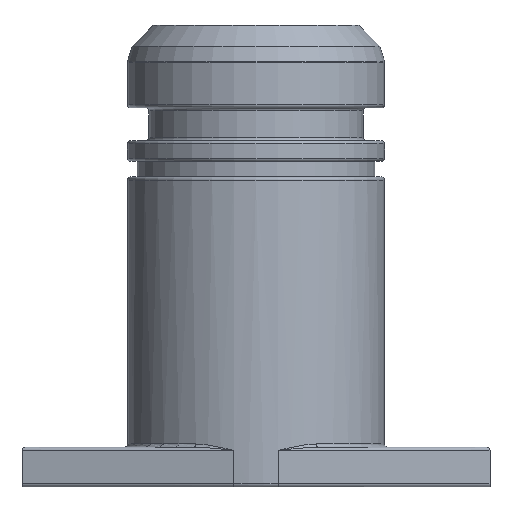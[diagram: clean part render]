
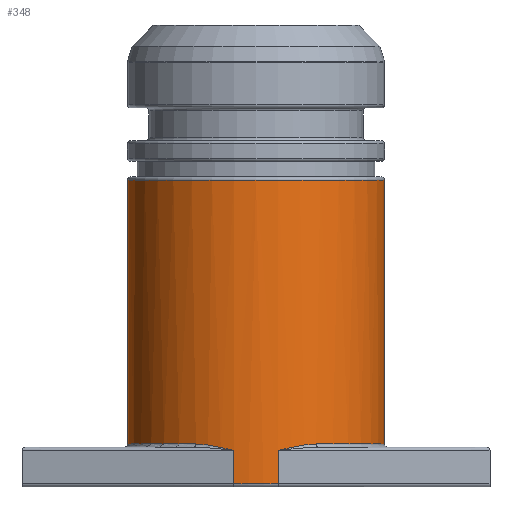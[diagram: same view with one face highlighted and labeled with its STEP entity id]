
A CAD part, front view. The second image highlights one B-rep face of the part: STEP entity #348.
In plain terms, the highlighted cylindrical face has radius 30.956 mm (diameter 61.912 mm), a partial arc.
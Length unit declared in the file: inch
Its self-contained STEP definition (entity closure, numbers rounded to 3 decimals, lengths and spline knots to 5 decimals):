
#25 = CARTESIAN_POINT ( 'NONE',  ( 0., 0., 0.03 ) ) ;
#29 = DIRECTION ( 'NONE',  ( 0., 0., 1. ) ) ;
#30 = DIRECTION ( 'NONE',  ( 1., 0., 0. ) ) ;
#38 = CARTESIAN_POINT ( 'NONE',  ( -0.57037, -1.07704, 0.405 ) ) ;
#40 = CARTESIAN_POINT ( 'NONE',  ( 0.21313, -1.19997, 0.345 ) ) ;
#43 = CARTESIAN_POINT ( 'NONE',  ( -0.54189, -1.09213, 0.405 ) ) ;
#44 = CARTESIAN_POINT ( 'NONE',  ( -0.51302, -1.10597, 0.40256 ) ) ;
#45 = CARTESIAN_POINT ( 'NONE',  ( -0.45441, -1.13132, 0.39516 ) ) ;
#46 = CARTESIAN_POINT ( 'NONE',  ( -0.42473, -1.14278, 0.39016 ) ) ;
#47 = CARTESIAN_POINT ( 'NONE',  ( -0.36514, -1.16319, 0.37881 ) ) ;
#48 = CARTESIAN_POINT ( 'NONE',  ( -0.33513, -1.17218, 0.37244 ) ) ;
#49 = CARTESIAN_POINT ( 'NONE',  ( -0.27457, -1.18783, 0.35906 ) ) ;
#50 = CARTESIAN_POINT ( 'NONE',  ( -0.24397, -1.19449, 0.35204 ) ) ;
#51 = CARTESIAN_POINT ( 'NONE',  ( -0.21313, -1.19997, 0.345 ) ) ;
#52 = CARTESIAN_POINT ( 'NONE',  ( 0.22848, -1.19724, 0.3485 ) ) ;
#53 = CARTESIAN_POINT ( 'NONE',  ( 0.24392, -1.19419, 0.35204 ) ) ;
#54 = CARTESIAN_POINT ( 'NONE',  ( 0.27449, -1.18754, 0.35898 ) ) ;
#55 = CARTESIAN_POINT ( 'NONE',  ( 0.2897, -1.18392, 0.36241 ) ) ;
#56 = CARTESIAN_POINT ( 'NONE',  ( 0.33513, -1.17219, 0.37244 ) ) ;
#57 = CARTESIAN_POINT ( 'NONE',  ( 0.36513, -1.16319, 0.37881 ) ) ;
#58 = CARTESIAN_POINT ( 'NONE',  ( 0.42473, -1.14278, 0.39016 ) ) ;
#59 = CARTESIAN_POINT ( 'NONE',  ( 0.45441, -1.13132, 0.39516 ) ) ;
#60 = CARTESIAN_POINT ( 'NONE',  ( 0.51302, -1.10597, 0.40256 ) ) ;
#61 = CARTESIAN_POINT ( 'NONE',  ( 0.54189, -1.09213, 0.405 ) ) ;
#62 = CARTESIAN_POINT ( 'NONE',  ( 0.57037, -1.07704, 0.405 ) ) ;
#139 = CARTESIAN_POINT ( 'NONE',  ( -0.21313, -1.19997, 0.375 ) ) ;
#160 = DIRECTION ( 'NONE',  ( 0., 0., -1. ) ) ;
#206 = CARTESIAN_POINT ( 'NONE',  ( 0., 0., 2.908 ) ) ;
#207 = DIRECTION ( 'NONE',  ( 0., 0., -1. ) ) ;
#208 = DIRECTION ( 'NONE',  ( -1., 0., 0. ) ) ;
#251 = CARTESIAN_POINT ( 'NONE',  ( 1.21875, 0., 0.375 ) ) ;
#252 = DIRECTION ( 'NONE',  ( 0., 0., -1. ) ) ;
#295 = CARTESIAN_POINT ( 'NONE',  ( 0., 0., 0.405 ) ) ;
#297 = ORIENTED_EDGE ( 'NONE', *, *, #1476, .F. ) ;
#298 = ORIENTED_EDGE ( 'NONE', *, *, #1341, .T. ) ;
#300 = ORIENTED_EDGE ( 'NONE', *, *, #1350, .T. ) ;
#323 = ORIENTED_EDGE ( 'NONE', *, *, #1461, .T. ) ;
#348 = ADVANCED_FACE ( 'NONE', ( #1726 ), #1727, .T. ) ;
#385 = ORIENTED_EDGE ( 'NONE', *, *, #1443, .T. ) ;
#386 = ORIENTED_EDGE ( 'NONE', *, *, #1383, .T. ) ;
#387 = ORIENTED_EDGE ( 'NONE', *, *, #1389, .T. ) ;
#388 = ORIENTED_EDGE ( 'NONE', *, *, #1500, .F. ) ;
#389 = ORIENTED_EDGE ( 'NONE', *, *, #1391, .T. ) ;
#390 = ORIENTED_EDGE ( 'NONE', *, *, #1497, .T. ) ;
#429 = CARTESIAN_POINT ( 'NONE',  ( 0., 0., 0.405 ) ) ;
#457 = DIRECTION ( 'NONE',  ( 1., 0., 0. ) ) ;
#458 = DIRECTION ( 'NONE',  ( 0., 0., 1. ) ) ;
#504 = DIRECTION ( 'NONE',  ( 0., 0., -1. ) ) ;
#534 = CARTESIAN_POINT ( 'NONE',  ( -1.21875, 0., 0.375 ) ) ;
#538 = B_SPLINE_CURVE_WITH_KNOTS ( 'NONE', 3,
 ( #40, #52, #53, #54, #55, #56, #57, #58, #59, #60, #61, #62 ),
 .UNSPECIFIED., .F., .F.,
 ( 4, 2, 2, 2, 2, 4 ),
 ( -0.00004, 0.00118, 0.0024, 0.00484, 0.00727, 0.00971 ),
 .UNSPECIFIED. ) ;
#539 = B_SPLINE_CURVE_WITH_KNOTS ( 'NONE', 3,
 ( #38, #43, #44, #45, #46, #47, #48, #49, #50, #51 ),
 .UNSPECIFIED., .F., .F.,
 ( 4, 2, 2, 2, 4 ),
 ( 0., 0.00245, 0.00489, 0.00734, 0.00979 ),
 .UNSPECIFIED. ) ;
#652 = EDGE_LOOP ( 'NONE', ( #297, #323, #298, #300, #387, #385, #386, #388, #389, #390 ) ) ;
#773 = DIRECTION ( 'NONE',  ( 0., 0., 1. ) ) ;
#774 = DIRECTION ( 'NONE',  ( 1., 0., 0. ) ) ;
#782 = CARTESIAN_POINT ( 'NONE',  ( 0.21313, -1.19997, 0.375 ) ) ;
#783 = DIRECTION ( 'NONE',  ( 0., 0., -1. ) ) ;
#830 = CARTESIAN_POINT ( 'NONE',  ( 0.21313, -1.19997, 0.03 ) ) ;
#854 = CARTESIAN_POINT ( 'NONE',  ( 0.57037, -1.07704, 0.405 ) ) ;
#856 = CARTESIAN_POINT ( 'NONE',  ( -0.57037, -1.07704, 0.405 ) ) ;
#859 = CARTESIAN_POINT ( 'NONE',  ( 0.21313, -1.19997, 0.345 ) ) ;
#862 = CARTESIAN_POINT ( 'NONE',  ( -1.21875, 0., 0.405 ) ) ;
#867 = CARTESIAN_POINT ( 'NONE',  ( -0.21313, -1.19997, 0.03 ) ) ;
#868 = CARTESIAN_POINT ( 'NONE',  ( -0.21313, -1.19997, 0.345 ) ) ;
#884 = CARTESIAN_POINT ( 'NONE',  ( 1.21875, 0., 2.908 ) ) ;
#886 = CARTESIAN_POINT ( 'NONE',  ( -1.21875, 0., 2.908 ) ) ;
#896 = CARTESIAN_POINT ( 'NONE',  ( 1.21875, 0., 0.405 ) ) ;
#1341 = EDGE_CURVE ( 'NONE', #2209, #2185, #1593, .T. ) ;
#1350 = EDGE_CURVE ( 'NONE', #2185, #2179, #1603, .T. ) ;
#1383 = EDGE_CURVE ( 'NONE', #2190, #2171, #1635, .T. ) ;
#1389 = EDGE_CURVE ( 'NONE', #2179, #2191, #539, .T. ) ;
#1391 = EDGE_CURVE ( 'NONE', #2182, #2177, #538, .T. ) ;
#1408 = AXIS2_PLACEMENT_3D ( 'NONE', #2566, #2454, #2455 ) ;
#1443 = EDGE_CURVE ( 'NONE', #2191, #2190, #1682, .T. ) ;
#1461 = EDGE_CURVE ( 'NONE', #2207, #2209, #1871, .T. ) ;
#1476 = EDGE_CURVE ( 'NONE', #2207, #2219, #1890, .T. ) ;
#1497 = EDGE_CURVE ( 'NONE', #2177, #2219, #1917, .T. ) ;
#1500 = EDGE_CURVE ( 'NONE', #2182, #2171, #1916, .T. ) ;
#1593 = LINE ( 'NONE', #534, #1595 ) ;
#1595 = VECTOR ( 'NONE', #504, 39.37008 ) ;
#1603 = CIRCLE ( 'NONE', #2041, 1.21875 ) ;
#1635 = CIRCLE ( 'NONE', #2102, 1.21875 ) ;
#1679 = VECTOR ( 'NONE', #160, 39.37008 ) ;
#1682 = LINE ( 'NONE', #139, #1679 ) ;
#1726 = FACE_OUTER_BOUND ( 'NONE', #652, .T. ) ;
#1727 = CYLINDRICAL_SURFACE ( 'NONE', #1408, 1.21875 ) ;
#1871 = CIRCLE ( 'NONE', #2086, 1.21875 ) ;
#1890 = LINE ( 'NONE', #251, #1891 ) ;
#1891 = VECTOR ( 'NONE', #252, 39.37008 ) ;
#1906 = VECTOR ( 'NONE', #783, 39.37008 ) ;
#1916 = LINE ( 'NONE', #782, #1906 ) ;
#1917 = CIRCLE ( 'NONE', #2032, 1.21875 ) ;
#2032 = AXIS2_PLACEMENT_3D ( 'NONE', #295, #773, #774 ) ;
#2041 = AXIS2_PLACEMENT_3D ( 'NONE', #429, #458, #457 ) ;
#2086 = AXIS2_PLACEMENT_3D ( 'NONE', #206, #207, #208 ) ;
#2102 = AXIS2_PLACEMENT_3D ( 'NONE', #25, #29, #30 ) ;
#2171 = VERTEX_POINT ( 'NONE', #830 ) ;
#2177 = VERTEX_POINT ( 'NONE', #854 ) ;
#2179 = VERTEX_POINT ( 'NONE', #856 ) ;
#2182 = VERTEX_POINT ( 'NONE', #859 ) ;
#2185 = VERTEX_POINT ( 'NONE', #862 ) ;
#2190 = VERTEX_POINT ( 'NONE', #867 ) ;
#2191 = VERTEX_POINT ( 'NONE', #868 ) ;
#2207 = VERTEX_POINT ( 'NONE', #884 ) ;
#2209 = VERTEX_POINT ( 'NONE', #886 ) ;
#2219 = VERTEX_POINT ( 'NONE', #896 ) ;
#2454 = DIRECTION ( 'NONE',  ( 0., 0., -1. ) ) ;
#2455 = DIRECTION ( 'NONE',  ( -1., 0., 0. ) ) ;
#2566 = CARTESIAN_POINT ( 'NONE',  ( 0., 0., 0.375 ) ) ;
